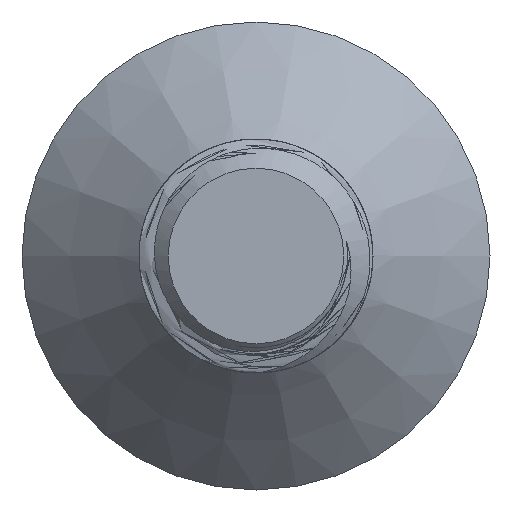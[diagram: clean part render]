
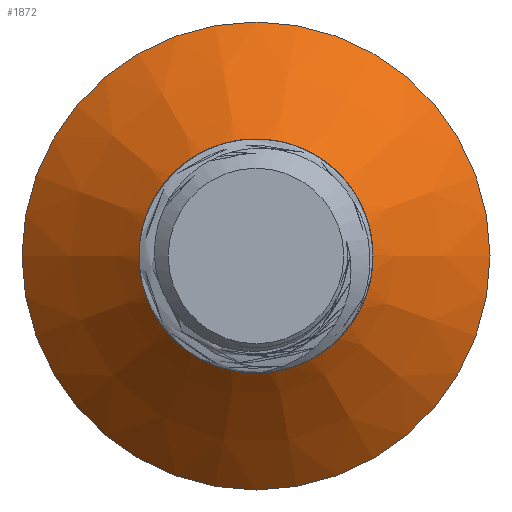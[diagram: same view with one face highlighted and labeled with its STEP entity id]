
A CAD part, left-side view. The second image highlights one B-rep face of the part: STEP entity #1872.
In plain terms, the highlighted conical face has half-angle 45 degrees and reference radius 3 mm.
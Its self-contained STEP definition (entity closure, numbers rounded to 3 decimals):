
#38=CONICAL_SURFACE('',#1994,3.,0.785);
#128=FACE_OUTER_BOUND('',#232,.T.);
#232=EDGE_LOOP('',(#1452,#1453,#1454,#1455,#1456,#1457,#1458,#1459));
#254=CIRCLE('',#1909,3.);
#257=CIRCLE('',#1995,6.);
#258=CIRCLE('',#1996,2.35);
#433=B_SPLINE_CURVE_WITH_KNOTS('',3,(#8543,#8544,#8545,#8546,#8547,#8548,
#8549,#8550,#8551,#8552,#8553,#8554,#8555,#8556,#8557,#8558,#8559,#8560,
#8561,#8562,#8563,#8564,#8565,#8566),.UNSPECIFIED.,.F.,.F.,(4,2,2,2,2,2,
2,2,2,2,2,4),(0.581,0.588,0.639,0.677,
0.705,0.725,0.741,0.752,
0.76,0.768,0.772,0.775),
 .UNSPECIFIED.);
#434=B_SPLINE_CURVE_WITH_KNOTS('',3,(#8568,#8569,#8570,#8571,#8572,#8573,
#8574,#8575,#8576,#8577,#8578,#8579,#8580,#8581),.UNSPECIFIED.,.F.,.F.,
(4,2,2,2,2,2,4),(0.,0.083,0.149,
0.217,0.294,0.335,0.374),
 .UNSPECIFIED.);
#435=B_SPLINE_CURVE_WITH_KNOTS('',3,(#8584,#8585,#8586,#8587,#8588,#8589,
#8590,#8591,#8592,#8593,#8594,#8595,#8596,#8597,#8598,#8599,#8600,#8601),
 .UNSPECIFIED.,.F.,.F.,(4,2,2,2,2,2,2,2,4),(0.,0.062,
0.127,0.223,0.31,0.392,
0.463,0.529,0.581),.UNSPECIFIED.);
#525=LINE('',#8542,#622);
#622=VECTOR('',#2286,3.);
#639=VERTEX_POINT('',#2363);
#640=VERTEX_POINT('',#2376);
#809=VERTEX_POINT('',#8539);
#810=VERTEX_POINT('',#8541);
#811=VERTEX_POINT('',#8567);
#812=VERTEX_POINT('',#8582);
#830=EDGE_CURVE('',#640,#639,#254,.T.);
#1080=EDGE_CURVE('',#809,#809,#257,.T.);
#1081=EDGE_CURVE('',#809,#810,#525,.T.);
#1082=EDGE_CURVE('',#810,#640,#433,.T.);
#1083=EDGE_CURVE('',#639,#811,#434,.T.);
#1084=EDGE_CURVE('',#811,#812,#258,.T.);
#1085=EDGE_CURVE('',#812,#810,#435,.T.);
#1452=ORIENTED_EDGE('',*,*,#1080,.F.);
#1453=ORIENTED_EDGE('',*,*,#1081,.T.);
#1454=ORIENTED_EDGE('',*,*,#1082,.T.);
#1455=ORIENTED_EDGE('',*,*,#830,.T.);
#1456=ORIENTED_EDGE('',*,*,#1083,.T.);
#1457=ORIENTED_EDGE('',*,*,#1084,.T.);
#1458=ORIENTED_EDGE('',*,*,#1085,.T.);
#1459=ORIENTED_EDGE('',*,*,#1081,.F.);
#1872=ADVANCED_FACE('',(#128),#38,.T.);
#1909=AXIS2_PLACEMENT_3D('',#2377,#2031,#2032);
#1994=AXIS2_PLACEMENT_3D('',#8538,#2282,#2283);
#1995=AXIS2_PLACEMENT_3D('',#8540,#2284,#2285);
#1996=AXIS2_PLACEMENT_3D('',#8583,#2287,#2288);
#2031=DIRECTION('center_axis',(0.,0.,1.));
#2032=DIRECTION('ref_axis',(0.,-1.,0.));
#2282=DIRECTION('center_axis',(0.,0.,1.));
#2283=DIRECTION('ref_axis',(0.,-1.,0.));
#2284=DIRECTION('center_axis',(0.,0.,1.));
#2285=DIRECTION('ref_axis',(0.,-1.,0.));
#2286=DIRECTION('',(0.,-0.707,-0.707));
#2287=DIRECTION('center_axis',(0.,0.,1.));
#2288=DIRECTION('ref_axis',(1.,0.,0.));
#2363=CARTESIAN_POINT('',(2.851,-0.933,-3.3));
#2376=CARTESIAN_POINT('',(1.357,-2.676,-3.3));
#2377=CARTESIAN_POINT('Origin',(0.,0.,-3.3));
#8538=CARTESIAN_POINT('Origin',(0.,0.,-3.3));
#8539=CARTESIAN_POINT('',(0.,6.,-0.3));
#8540=CARTESIAN_POINT('Origin',(0.,0.,-0.3));
#8541=CARTESIAN_POINT('',(0.,2.635,-3.665));
#8542=CARTESIAN_POINT('',(0.,3.,-3.3));
#8543=CARTESIAN_POINT('Ctrl Pts',(0.,2.635,
-3.665));
#8544=CARTESIAN_POINT('Ctrl Pts',(-0.047,2.637,
-3.663));
#8545=CARTESIAN_POINT('Ctrl Pts',(-0.095,2.638,
-3.661));
#8546=CARTESIAN_POINT('Ctrl Pts',(-0.481,2.631,-3.647));
#8547=CARTESIAN_POINT('Ctrl Pts',(-0.813,2.561,-3.634));
#8548=CARTESIAN_POINT('Ctrl Pts',(-1.35,2.338,-3.611));
#8549=CARTESIAN_POINT('Ctrl Pts',(-1.678,2.167,-3.598));
#8550=CARTESIAN_POINT('Ctrl Pts',(-2.243,1.596,-3.569));
#8551=CARTESIAN_POINT('Ctrl Pts',(-2.437,1.307,-3.556));
#8552=CARTESIAN_POINT('Ctrl Pts',(-2.672,0.759,-3.534));
#8553=CARTESIAN_POINT('Ctrl Pts',(-2.792,0.399,-3.52));
#8554=CARTESIAN_POINT('Ctrl Pts',(-2.799,-0.427,
-3.491));
#8555=CARTESIAN_POINT('Ctrl Pts',(-2.735,-0.779,
-3.478));
#8556=CARTESIAN_POINT('Ctrl Pts',(-2.518,-1.346,-3.456));
#8557=CARTESIAN_POINT('Ctrl Pts',(-2.35,-1.698,-3.442));
#8558=CARTESIAN_POINT('Ctrl Pts',(-1.761,-2.315,-3.414));
#8559=CARTESIAN_POINT('Ctrl Pts',(-1.464,-2.529,-3.401));
#8560=CARTESIAN_POINT('Ctrl Pts',(-0.785,-2.845,
-3.374));
#8561=CARTESIAN_POINT('Ctrl Pts',(-0.407,-2.936,
-3.361));
#8562=CARTESIAN_POINT('Ctrl Pts',(0.138,-2.958,-3.343));
#8563=CARTESIAN_POINT('Ctrl Pts',(0.389,-2.956,-3.335));
#8564=CARTESIAN_POINT('Ctrl Pts',(0.923,-2.847,-3.316));
#8565=CARTESIAN_POINT('Ctrl Pts',(1.145,-2.774,-3.308));
#8566=CARTESIAN_POINT('Ctrl Pts',(1.357,-2.676,-3.3));
#8567=CARTESIAN_POINT('',(-1.057,-2.099,-3.95));
#8568=CARTESIAN_POINT('Ctrl Pts',(2.851,-0.933,-3.3));
#8569=CARTESIAN_POINT('Ctrl Pts',(2.734,-1.18,-3.335));
#8570=CARTESIAN_POINT('Ctrl Pts',(2.582,-1.409,-3.371));
#8571=CARTESIAN_POINT('Ctrl Pts',(2.257,-1.779,-3.435));
#8572=CARTESIAN_POINT('Ctrl Pts',(2.05,-1.978,-3.47));
#8573=CARTESIAN_POINT('Ctrl Pts',(1.495,-2.325,-3.556));
#8574=CARTESIAN_POINT('Ctrl Pts',(1.185,-2.446,-3.602));
#8575=CARTESIAN_POINT('Ctrl Pts',(0.489,-2.577,-3.704));
#8576=CARTESIAN_POINT('Ctrl Pts',(0.129,-2.562,-3.753));
#8577=CARTESIAN_POINT('Ctrl Pts',(-0.342,-2.459,
-3.823));
#8578=CARTESIAN_POINT('Ctrl Pts',(-0.499,-2.406,
-3.848));
#8579=CARTESIAN_POINT('Ctrl Pts',(-0.794,-2.271,
-3.899));
#8580=CARTESIAN_POINT('Ctrl Pts',(-0.93,-2.192,
-3.924));
#8581=CARTESIAN_POINT('Ctrl Pts',(-1.057,-2.099,-3.95));
#8582=CARTESIAN_POINT('',(0.737,-2.232,-3.95));
#8583=CARTESIAN_POINT('Origin',(0.,0.,-3.95));
#8584=CARTESIAN_POINT('Ctrl Pts',(0.737,-2.232,-3.95));
#8585=CARTESIAN_POINT('Ctrl Pts',(0.934,-2.176,-3.941));
#8586=CARTESIAN_POINT('Ctrl Pts',(1.124,-2.095,-3.932));
#8587=CARTESIAN_POINT('Ctrl Pts',(1.487,-1.879,-3.913));
#8588=CARTESIAN_POINT('Ctrl Pts',(1.656,-1.744,-3.905));
#8589=CARTESIAN_POINT('Ctrl Pts',(2.026,-1.356,-3.883));
#8590=CARTESIAN_POINT('Ctrl Pts',(2.199,-1.084,-3.869));
#8591=CARTESIAN_POINT('Ctrl Pts',(2.419,-0.517,-3.844));
#8592=CARTESIAN_POINT('Ctrl Pts',(2.485,-0.203,-3.831));
#8593=CARTESIAN_POINT('Ctrl Pts',(2.472,0.475,-3.804));
#8594=CARTESIAN_POINT('Ctrl Pts',(2.401,0.801,-3.791));
#8595=CARTESIAN_POINT('Ctrl Pts',(2.154,1.366,-3.765));
#8596=CARTESIAN_POINT('Ctrl Pts',(1.979,1.646,-3.753));
#8597=CARTESIAN_POINT('Ctrl Pts',(1.47,2.141,-3.726));
#8598=CARTESIAN_POINT('Ctrl Pts',(1.181,2.328,-3.712));
#8599=CARTESIAN_POINT('Ctrl Pts',(0.618,2.552,-3.688));
#8600=CARTESIAN_POINT('Ctrl Pts',(0.327,2.624,-3.676));
#8601=CARTESIAN_POINT('Ctrl Pts',(0.,2.635,
-3.665));
